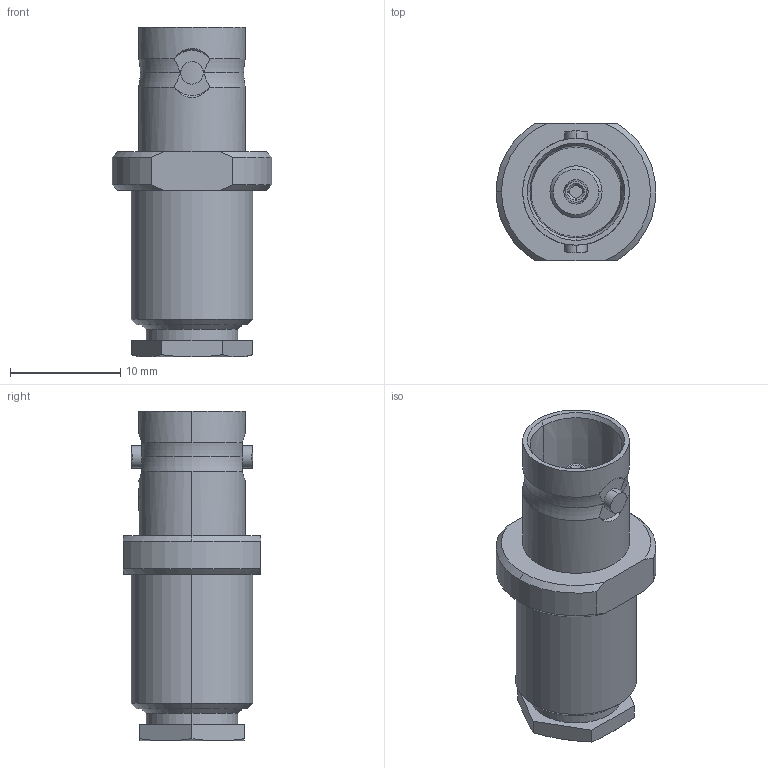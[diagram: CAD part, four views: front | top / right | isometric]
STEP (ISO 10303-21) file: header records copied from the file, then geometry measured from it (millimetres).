
FILE_DESCRIPTION (( 'STEP AP214' ), '1' );
FILE_NAME ('J01003A1227.STEP', '2013-07-30T14:20:43', ( 'Wartung1' ), ( '' ), 'SwSTEP 2.0', 'SolidWorks 2013', '' );
FILE_SCHEMA (( 'AUTOMOTIVE_DESIGN' ));
Length unit declared in the file: millimetre
Products named in the file (1): J01003A1227
Bounding box: 14.5 x 12.5 x 29.9 mm (x, y, z)
Volume: 2249 mm3; surface area: 1633.3 mm2
Topology: 1 solids, 1 shells, 132 faces, 315 edges, 203 vertices
Faces by surface type: plane 56, cylinder 35, cone 33, torus 8
Entity records: 5452 total; most frequent: CARTESIAN_POINT 1047, ORIENTED_EDGE 630, DIRECTION 602, EDGE_CURVE 315, AXIS2_PLACEMENT_3D 240, VERTEX_POINT 203, EDGE_LOOP 150, FACE_OUTER_BOUND 132
